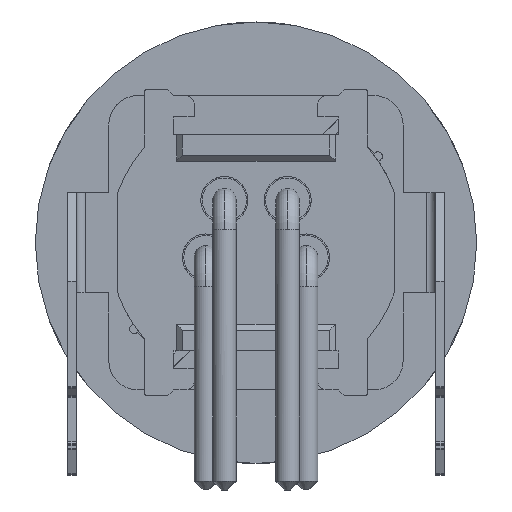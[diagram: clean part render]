
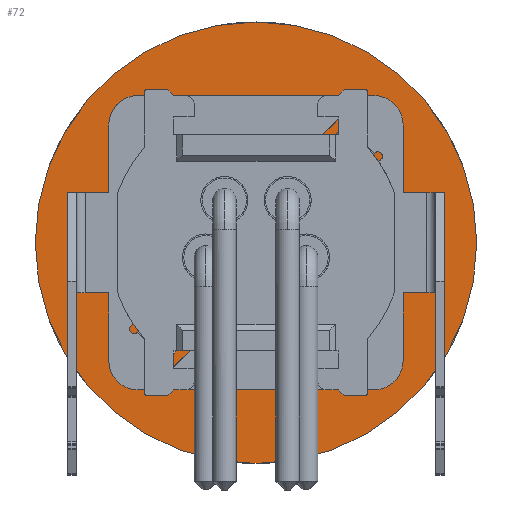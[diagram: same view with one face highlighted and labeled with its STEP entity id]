
A CAD part, front view. The second image highlights one B-rep face of the part: STEP entity #72.
In plain terms, the highlighted planar face has unit normal (0, -1, 0).
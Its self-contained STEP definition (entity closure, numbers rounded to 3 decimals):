
#34=AXIS2_PLACEMENT_3D('Plane Axis2P3D',#31,#32,#33) ;
#38=AXIS2_PLACEMENT_3D('Circle Axis2P3D',#36,#37,$) ;
#47=AXIS2_PLACEMENT_3D('Circle Axis2P3D',#45,#46,$) ;
#56=AXIS2_PLACEMENT_3D('Circle Axis2P3D',#54,#55,$) ;
#65=AXIS2_PLACEMENT_3D('Circle Axis2P3D',#63,#64,$) ;
#31=CARTESIAN_POINT('Axis2P3D Location',(0.,8.55,0.)) ;
#36=CARTESIAN_POINT('Axis2P3D Location',(7.5,8.55,8.4)) ;
#40=CARTESIAN_POINT('Vertex',(7.5,8.55,15.9)) ;
#42=CARTESIAN_POINT('Vertex',(7.5,8.55,0.9)) ;
#45=CARTESIAN_POINT('Axis2P3D Location',(7.5,8.55,8.4)) ;
#54=CARTESIAN_POINT('Axis2P3D Location',(7.5,8.55,8.4)) ;
#58=CARTESIAN_POINT('Vertex',(4.4,8.55,8.4)) ;
#60=CARTESIAN_POINT('Vertex',(10.6,8.55,8.4)) ;
#63=CARTESIAN_POINT('Axis2P3D Location',(7.5,8.55,8.4)) ;
#32=DIRECTION('Axis2P3D Direction',(0.,-1.,0.)) ;
#33=DIRECTION('Axis2P3D XDirection',(1.,0.,0.)) ;
#37=DIRECTION('Axis2P3D Direction',(0.,-1.,0.)) ;
#46=DIRECTION('Axis2P3D Direction',(0.,-1.,0.)) ;
#55=DIRECTION('Axis2P3D Direction',(0.,-1.,0.)) ;
#64=DIRECTION('Axis2P3D Direction',(0.,-1.,0.)) ;
#51=ORIENTED_EDGE('',*,*,#44,.T.) ;
#52=ORIENTED_EDGE('',*,*,#49,.T.) ;
#69=ORIENTED_EDGE('',*,*,#62,.F.) ;
#70=ORIENTED_EDGE('',*,*,#67,.F.) ;
#71=FACE_BOUND('',#68,.T.) ;
#72=ADVANCED_FACE('Hauptk\X2\00F6\X0\rper',(#53,#71),#35,.T.) ;
#39=CIRCLE('generated circle',#38,7.5) ;
#48=CIRCLE('generated circle',#47,7.5) ;
#57=CIRCLE('generated circle',#56,3.1) ;
#66=CIRCLE('generated circle',#65,3.1) ;
#44=EDGE_CURVE('',#41,#43,#39,.T.) ;
#49=EDGE_CURVE('',#43,#41,#48,.T.) ;
#62=EDGE_CURVE('',#59,#61,#57,.T.) ;
#67=EDGE_CURVE('',#61,#59,#66,.T.) ;
#50=EDGE_LOOP('',(#51,#52)) ;
#68=EDGE_LOOP('',(#69,#70)) ;
#53=FACE_OUTER_BOUND('',#50,.T.) ;
#35=PLANE('',#34) ;
#41=VERTEX_POINT('',#40) ;
#43=VERTEX_POINT('',#42) ;
#59=VERTEX_POINT('',#58) ;
#61=VERTEX_POINT('',#60) ;
